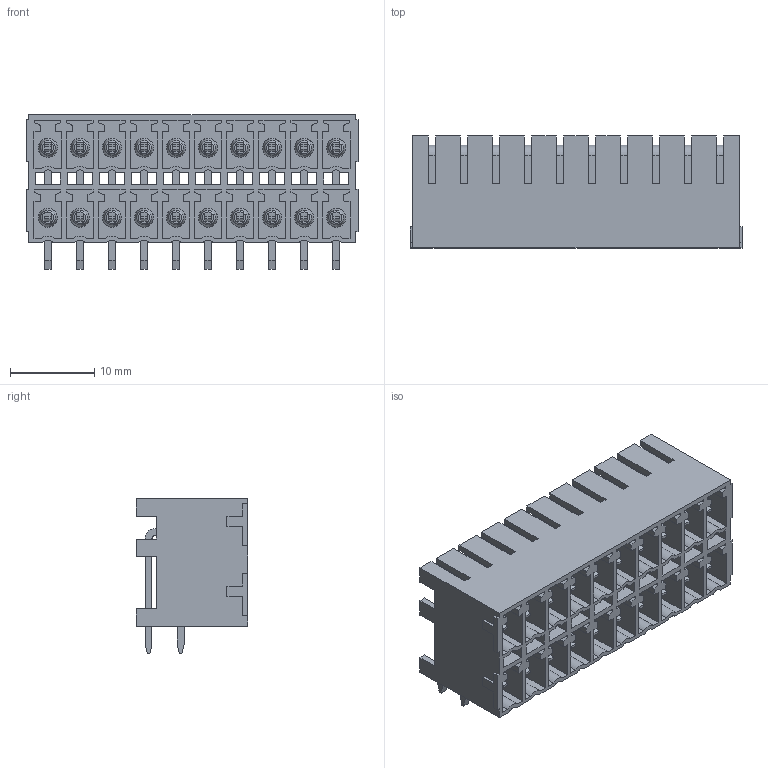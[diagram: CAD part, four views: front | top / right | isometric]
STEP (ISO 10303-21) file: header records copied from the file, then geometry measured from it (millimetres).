
FILE_DESCRIPTION(('CATIA V5 STEP Exchange','CAx-IF Rec.Pracs.--- Model Styling and Organization---1.2---2011-12-15'),'2;1');
FILE_NAME ('D1447466_0_1039040000_1039040000.stp','2018-10-05T02:57:29+00:00',('none'),('Weidmueller'),'CATIA Version 5-6 Release 2014','CATIA V5 STEP AP214','none');
FILE_SCHEMA(('AUTOMOTIVE_DESIGN { 1 0 10303 214 1 1 1 1 }'));
Length unit declared in the file: millimetre
Products named in the file (1): 1039040000
Bounding box: 39.49 x 13.3 x 18.4 mm (x, y, z)
Volume: 2911.2 mm3; surface area: 8990.7 mm2
Topology: 21 solids, 21 shells, 1396 faces, 3892 edges, 2568 vertices
Faces by surface type: plane 1126, cylinder 150, torus 80, cone 40
Entity records: 39380 total; most frequent: ORIENTED_EDGE 7784, CARTESIAN_POINT 7108, DIRECTION 4836, EDGE_CURVE 3892, VECTOR 3352, LINE 3352, VERTEX_POINT 2568, EDGE_LOOP 1486
